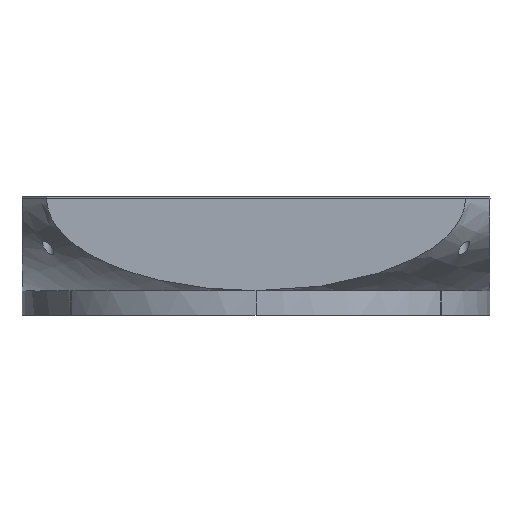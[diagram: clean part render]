
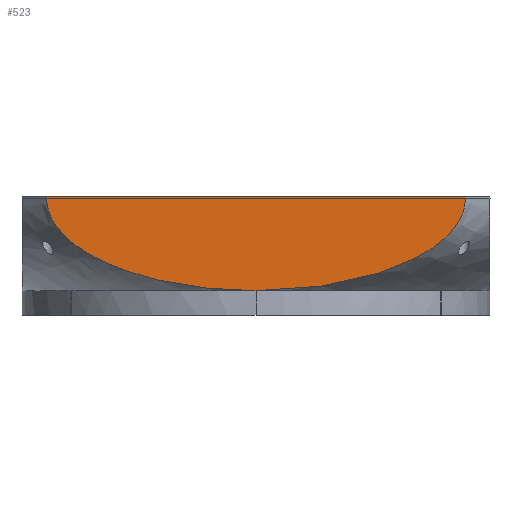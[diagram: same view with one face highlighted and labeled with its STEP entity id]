
A CAD part, front view. The second image highlights one B-rep face of the part: STEP entity #523.
In plain terms, the highlighted planar face has unit normal (0, -1, 0).
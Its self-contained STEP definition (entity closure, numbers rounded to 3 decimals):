
#238=FACE_OUTER_BOUND('',#2506,.T.);
#523=ADVANCED_FACE('',(#238),#863,.T.);
#863=PLANE('',#6364);
#1141=LINE('',#8549,#1654);
#1142=LINE('',#8552,#1655);
#1143=LINE('',#8596,#1656);
#1654=VECTOR('',#6869,1.);
#1655=VECTOR('',#6870,1.);
#1656=VECTOR('',#6871,1.);
#2135=B_SPLINE_CURVE_WITH_KNOTS('',3,(#8554,#8555,#8556,#8557,#8558,#8559,
#8560,#8561,#8562,#8563,#8564,#8565,#8566,#8567,#8568,#8569,#8570,#8571,
#8572,#8573),.UNSPECIFIED.,.F.,.F.,(4,2,2,2,2,2,2,2,2,4),(0.,0.031,
0.063,0.125,0.25,0.375,0.5,0.75,0.875,1.),.UNSPECIFIED.);
#2136=B_SPLINE_CURVE_WITH_KNOTS('',3,(#8575,#8576,#8577,#8578,#8579,#8580,
#8581,#8582,#8583,#8584,#8585,#8586,#8587,#8588,#8589,#8590,#8591,#8592,
#8593,#8594),.UNSPECIFIED.,.F.,.F.,(4,2,2,2,2,2,2,2,2,4),(0.,0.125,
0.25,0.5,0.625,0.75,
0.875,0.938,0.969,1.),.UNSPECIFIED.);
#2506=EDGE_LOOP('',(#2980,#2981,#2982,#2983,#2984));
#2980=ORIENTED_EDGE('',*,*,#5392,.T.);
#2981=ORIENTED_EDGE('',*,*,#5393,.F.);
#2982=ORIENTED_EDGE('',*,*,#5394,.T.);
#2983=ORIENTED_EDGE('',*,*,#5395,.T.);
#2984=ORIENTED_EDGE('',*,*,#5396,.F.);
#4770=VERTEX_POINT('',#8550);
#4771=VERTEX_POINT('',#8551);
#4772=VERTEX_POINT('',#8553);
#4773=VERTEX_POINT('',#8574);
#4774=VERTEX_POINT('',#8595);
#5392=EDGE_CURVE('',#4770,#4771,#1141,.T.);
#5393=EDGE_CURVE('',#4772,#4771,#1142,.T.);
#5394=EDGE_CURVE('',#4772,#4773,#2135,.T.);
#5395=EDGE_CURVE('',#4773,#4774,#2136,.T.);
#5396=EDGE_CURVE('',#4770,#4774,#1143,.T.);
#6364=AXIS2_PLACEMENT_3D('',#8597,#6872,#6873);
#6869=DIRECTION('',(-1.,0.,0.));
#6870=DIRECTION('',(0.,0.,1.));
#6871=DIRECTION('',(0.,0.,-1.));
#6872=DIRECTION('',(0.,-1.,0.));
#6873=DIRECTION('',(0.519,0.,0.855));
#8549=CARTESIAN_POINT('',(489.339,-124.999,0.9));
#8550=CARTESIAN_POINT('',(601.186,-124.999,0.9));
#8551=CARTESIAN_POINT('',(377.492,-124.999,0.9));
#8552=CARTESIAN_POINT('',(377.492,-124.999,0.));
#8553=CARTESIAN_POINT('',(377.495,-125.,0.));
#8554=CARTESIAN_POINT('',(377.492,-124.999,0.));
#8555=CARTESIAN_POINT('',(377.551,-124.999,-1.387));
#8556=CARTESIAN_POINT('',(377.633,-124.999,-2.769));
#8557=CARTESIAN_POINT('',(378.146,-124.999,-5.473));
#8558=CARTESIAN_POINT('',(378.527,-124.999,-6.811));
#8559=CARTESIAN_POINT('',(379.994,-124.999,-10.715));
#8560=CARTESIAN_POINT('',(381.376,-124.999,-13.097));
#8561=CARTESIAN_POINT('',(386.34,-124.999,-19.799));
#8562=CARTESIAN_POINT('',(390.516,-124.999,-23.411));
#8563=CARTESIAN_POINT('',(399.596,-124.999,-29.677));
#8564=CARTESIAN_POINT('',(404.412,-124.999,-32.255));
#8565=CARTESIAN_POINT('',(414.373,-124.999,-36.752));
#8566=CARTESIAN_POINT('',(419.555,-124.999,-38.656));
#8567=CARTESIAN_POINT('',(435.246,-124.999,-43.546));
#8568=CARTESIAN_POINT('',(445.891,-124.999,-45.737));
#8569=CARTESIAN_POINT('',(462.051,-124.999,-47.91));
#8570=CARTESIAN_POINT('',(467.471,-124.999,-48.442));
#8571=CARTESIAN_POINT('',(478.37,-124.999,-49.161));
#8572=CARTESIAN_POINT('',(483.856,-124.999,-49.387));
#8573=CARTESIAN_POINT('',(489.339,-124.999,-49.336));
#8574=CARTESIAN_POINT('',(489.339,-124.997,-49.338));
#8575=CARTESIAN_POINT('',(489.34,-124.999,-49.336));
#8576=CARTESIAN_POINT('',(494.823,-124.999,-49.387));
#8577=CARTESIAN_POINT('',(500.308,-124.999,-49.161));
#8578=CARTESIAN_POINT('',(511.208,-124.999,-48.442));
#8579=CARTESIAN_POINT('',(516.628,-124.999,-47.91));
#8580=CARTESIAN_POINT('',(532.788,-124.999,-45.737));
#8581=CARTESIAN_POINT('',(543.433,-124.999,-43.546));
#8582=CARTESIAN_POINT('',(559.123,-124.999,-38.656));
#8583=CARTESIAN_POINT('',(564.306,-124.999,-36.752));
#8584=CARTESIAN_POINT('',(574.267,-124.999,-32.255));
#8585=CARTESIAN_POINT('',(579.083,-124.999,-29.677));
#8586=CARTESIAN_POINT('',(588.162,-124.999,-23.411));
#8587=CARTESIAN_POINT('',(592.339,-124.999,-19.799));
#8588=CARTESIAN_POINT('',(597.303,-124.999,-13.097));
#8589=CARTESIAN_POINT('',(598.685,-124.999,-10.715));
#8590=CARTESIAN_POINT('',(600.151,-124.999,-6.811));
#8591=CARTESIAN_POINT('',(600.533,-124.999,-5.473));
#8592=CARTESIAN_POINT('',(601.045,-124.999,-2.769));
#8593=CARTESIAN_POINT('',(601.127,-124.999,-1.387));
#8594=CARTESIAN_POINT('',(601.186,-124.999,0.));
#8595=CARTESIAN_POINT('',(601.183,-125.,0.));
#8596=CARTESIAN_POINT('',(601.186,-124.999,0.));
#8597=CARTESIAN_POINT('',(489.339,-124.999,0.));
